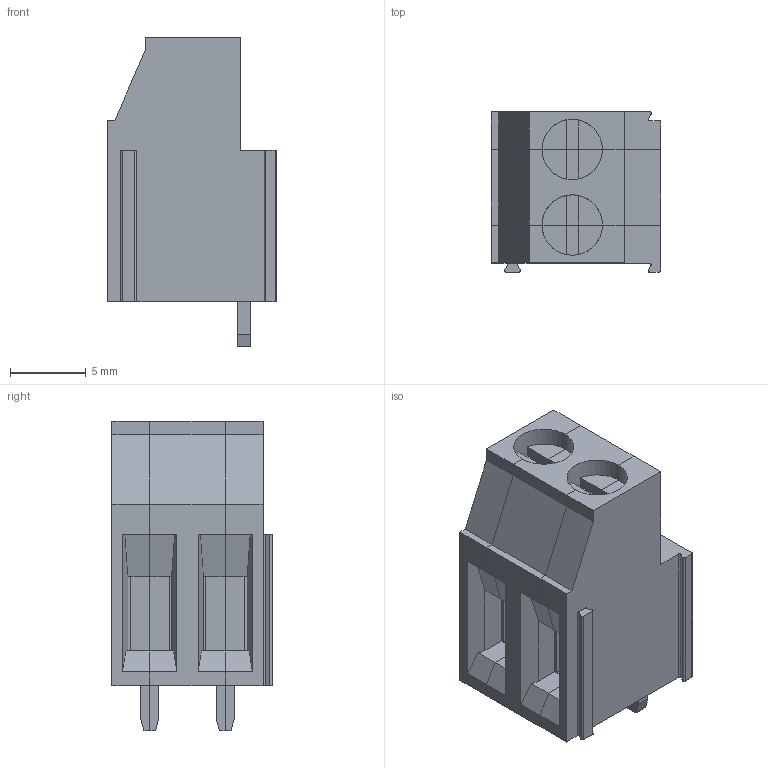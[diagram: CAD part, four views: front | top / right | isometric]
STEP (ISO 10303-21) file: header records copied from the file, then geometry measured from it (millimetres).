
FILE_DESCRIPTION( ( 'Unknown' ), '1' );
FILE_NAME( '691252710002.stp', 'Unknown', ( 'Unknown' ), ( 'Unknown' ), 'PSStep 17.0.49', 'Unknown', ' ' );
FILE_SCHEMA( ( 'AUTOMOTIVE_DESIGN { 1 0 10303 214 1 1 1 1 }' ) );
Length unit declared in the file: millimetre
Products named in the file (4): Assem1; MRT4P5_SX; MRT4P5_CNT; MRT4P5_DX
Assembly tree (3 placements, depth 2):
  Assem1
    MRT4P5_SX
    MRT4P5_CNT
    MRT4P5_DX
Bounding box: 11.2 x 10.6 x 20.5 mm (x, y, z)
Volume: 1404.6 mm3; surface area: 1759.7 mm2
Topology: 3 solids, 3 shells, 170 faces, 488 edges, 324 vertices
Faces by surface type: plane 153, cylinder 17
Entity records: 6912 total; most frequent: CARTESIAN_POINT 986, ORIENTED_EDGE 976, DIRECTION 878, EDGE_CURVE 488, LINE 446, VECTOR 446, VERTEX_POINT 324, AXIS2_PLACEMENT_3D 216
